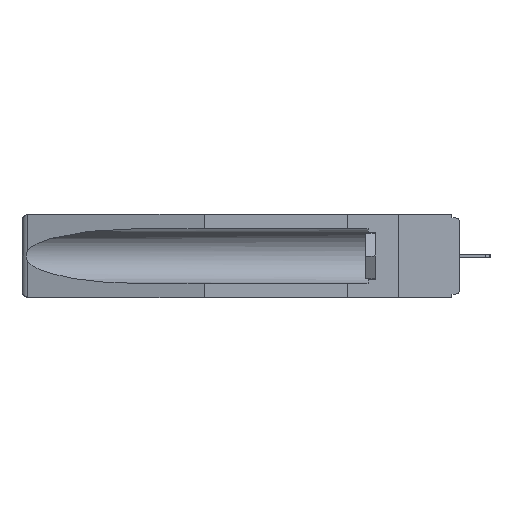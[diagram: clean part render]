
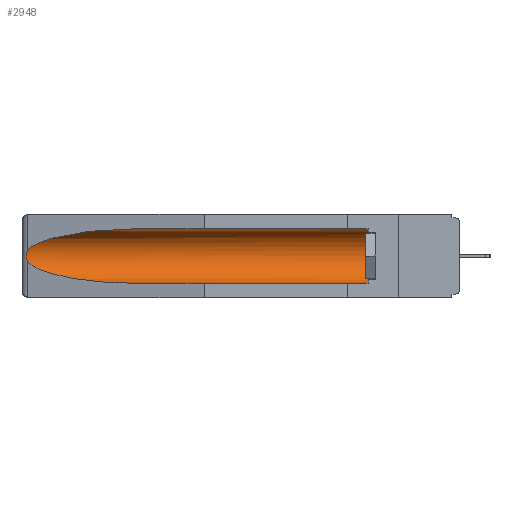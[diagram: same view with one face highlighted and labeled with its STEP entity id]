
A CAD part, left-side view. The second image highlights one B-rep face of the part: STEP entity #2948.
In plain terms, the highlighted cylindrical face has radius 2.857 mm (diameter 5.715 mm), a partial arc.
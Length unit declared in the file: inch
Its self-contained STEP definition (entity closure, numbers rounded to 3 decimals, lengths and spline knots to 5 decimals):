
#689 = CARTESIAN_POINT ( 'NONE',  ( 0.26537, 1.52718, -0.19328 ) ) ;
#801 = ORIENTED_EDGE ( 'NONE', *, *, #18540, .F. ) ;
#1264 =( BOUNDED_CURVE ( )  B_SPLINE_CURVE ( 3, ( #689, #6425, #17553, #10419 ),
 .UNSPECIFIED., .F., .F. ) 
 B_SPLINE_CURVE_WITH_KNOTS ( ( 4, 4 ),
 ( 0.1948, 1.5708 ),
 .UNSPECIFIED. ) 
 CURVE ( )  GEOMETRIC_REPRESENTATION_ITEM ( )  RATIONAL_B_SPLINE_CURVE ( ( 1., 0.848, 0.848, 1. ) ) 
 REPRESENTATION_ITEM ( '' )  );
#1597 = DIRECTION ( 'NONE',  ( 0., 1., 0. ) ) ;
#1979 = CARTESIAN_POINT ( 'NONE',  ( 0.155, -0.30754, -0.284 ) ) ;
#2585 = CARTESIAN_POINT ( 'NONE',  ( 0.155, 1.07973, -0.059 ) ) ;
#2948 = ADVANCED_FACE ( 'NONE', ( #11616 ), #23128, .F. ) ;
#3722 = DIRECTION ( 'NONE',  ( 0., 0., 1. ) ) ;
#3845 = DIRECTION ( 'NONE',  ( 0., 1., 0. ) ) ;
#3848 = CARTESIAN_POINT ( 'NONE',  ( 0.155, 0.126, -0.1715 ) ) ;
#3906 = VERTEX_POINT ( 'NONE', #23060 ) ;
#4119 = DIRECTION ( 'NONE',  ( 0., 0., 1. ) ) ;
#4859 = VECTOR ( 'NONE', #3845, 39.37008 ) ;
#4922 = CARTESIAN_POINT ( 'NONE',  ( 0.2673, 1.53269, -0.17917 ) ) ;
#5026 = AXIS2_PLACEMENT_3D ( 'NONE', #3848, #13207, #3722 ) ;
#5201 = EDGE_CURVE ( 'NONE', #3906, #20597, #1264, .T. ) ;
#5397 = EDGE_CURVE ( 'NONE', #12385, #3906, #9592, .T. ) ;
#5468 = AXIS2_PLACEMENT_3D ( 'NONE', #17233, #5618, #4119 ) ;
#5618 = DIRECTION ( 'NONE',  ( 0., 1., 0. ) ) ;
#5708 = CARTESIAN_POINT ( 'NONE',  ( 0.155, -0.30754, -0.059 ) ) ;
#6425 = CARTESIAN_POINT ( 'NONE',  ( 0.25451, 1.48313, -0.24835 ) ) ;
#7010 = ORIENTED_EDGE ( 'NONE', *, *, #5201, .T. ) ;
#7027 = CARTESIAN_POINT ( 'NONE',  ( 0.2675, 1.53308, -0.17534 ) ) ;
#7345 = EDGE_CURVE ( 'NONE', #22912, #7551, #18699, .T. ) ;
#7442 = CARTESIAN_POINT ( 'NONE',  ( 0.155, 1.07973, -0.284 ) ) ;
#7536 = CARTESIAN_POINT ( 'NONE',  ( 0.21114, 1.30732, -0.059 ) ) ;
#7551 = VERTEX_POINT ( 'NONE', #2585 ) ;
#7661 = CARTESIAN_POINT ( 'NONE',  ( 0.155, 1.07973, -0.059 ) ) ;
#9068 = CARTESIAN_POINT ( 'NONE',  ( 0.155, 0.126, -0.284 ) ) ;
#9592 = B_SPLINE_CURVE_WITH_KNOTS ( 'NONE', 3,
 ( #10904, #12901, #20287, #18164, #10778, #7027, #4922, #24052, #14894, #20533 ),
 .UNSPECIFIED., .F., .F.,
 ( 4, 2, 2, 2, 4 ),
 ( 0., 0.00029, 0.00058, 0.00087, 0.00117 ),
 .UNSPECIFIED. ) ;
#9869 = ORIENTED_EDGE ( 'NONE', *, *, #24614, .T. ) ;
#10419 = CARTESIAN_POINT ( 'NONE',  ( 0.155, 1.07973, -0.284 ) ) ;
#10778 = CARTESIAN_POINT ( 'NONE',  ( 0.2675, 1.53308, -0.16763 ) ) ;
#10904 = CARTESIAN_POINT ( 'NONE',  ( 0.26537, 1.52718, -0.14972 ) ) ;
#11616 = FACE_OUTER_BOUND ( 'NONE', #23292, .T. ) ;
#12102 = CARTESIAN_POINT ( 'NONE',  ( 0.155, 0.126, -0.059 ) ) ;
#12299 = VERTEX_POINT ( 'NONE', #9068 ) ;
#12385 = VERTEX_POINT ( 'NONE', #14934 ) ;
#12901 = CARTESIAN_POINT ( 'NONE',  ( 0.26597, 1.52961, -0.15275 ) ) ;
#12959 = EDGE_CURVE ( 'NONE', #7551, #12385, #23608, .T. ) ;
#13207 = DIRECTION ( 'NONE',  ( 0., -1., 0. ) ) ;
#14894 = CARTESIAN_POINT ( 'NONE',  ( 0.26597, 1.5296, -0.19026 ) ) ;
#14934 = CARTESIAN_POINT ( 'NONE',  ( 0.26537, 1.52718, -0.14972 ) ) ;
#15270 = CARTESIAN_POINT ( 'NONE',  ( 0.26537, 1.52718, -0.14972 ) ) ;
#15515 = VECTOR ( 'NONE', #1597, 39.37008 ) ;
#17233 = CARTESIAN_POINT ( 'NONE',  ( 0.155, -0.30754, -0.1715 ) ) ;
#17553 = CARTESIAN_POINT ( 'NONE',  ( 0.21114, 1.30732, -0.284 ) ) ;
#18164 = CARTESIAN_POINT ( 'NONE',  ( 0.2673, 1.5327, -0.16383 ) ) ;
#18540 = EDGE_CURVE ( 'NONE', #12299, #20597, #24479, .T. ) ;
#18699 = LINE ( 'NONE', #5708, #15515 ) ;
#19343 = ORIENTED_EDGE ( 'NONE', *, *, #5397, .T. ) ;
#19527 = ORIENTED_EDGE ( 'NONE', *, *, #7345, .T. ) ;
#20287 = CARTESIAN_POINT ( 'NONE',  ( 0.26654, 1.53092, -0.15636 ) ) ;
#20533 = CARTESIAN_POINT ( 'NONE',  ( 0.26537, 1.52718, -0.19328 ) ) ;
#20597 = VERTEX_POINT ( 'NONE', #7442 ) ;
#20601 = CIRCLE ( 'NONE', #5026, 0.1125 ) ;
#20740 = ORIENTED_EDGE ( 'NONE', *, *, #12959, .T. ) ;
#20791 = CARTESIAN_POINT ( 'NONE',  ( 0.25451, 1.48313, -0.09465 ) ) ;
#22912 = VERTEX_POINT ( 'NONE', #12102 ) ;
#23060 = CARTESIAN_POINT ( 'NONE',  ( 0.26537, 1.52718, -0.19328 ) ) ;
#23128 = CYLINDRICAL_SURFACE ( 'NONE', #5468, 0.1125 ) ;
#23292 = EDGE_LOOP ( 'NONE', ( #20740, #19343, #7010, #801, #9869, #19527 ) ) ;
#23608 =( BOUNDED_CURVE ( )  B_SPLINE_CURVE ( 3, ( #7661, #7536, #20791, #15270 ),
 .UNSPECIFIED., .F., .F. ) 
 B_SPLINE_CURVE_WITH_KNOTS ( ( 4, 4 ),
 ( 4.71239, 6.08839 ),
 .UNSPECIFIED. ) 
 CURVE ( )  GEOMETRIC_REPRESENTATION_ITEM ( )  RATIONAL_B_SPLINE_CURVE ( ( 1., 0.848, 0.848, 1. ) ) 
 REPRESENTATION_ITEM ( '' )  );
#24052 = CARTESIAN_POINT ( 'NONE',  ( 0.26655, 1.53094, -0.18657 ) ) ;
#24479 = LINE ( 'NONE', #1979, #4859 ) ;
#24614 = EDGE_CURVE ( 'NONE', #12299, #22912, #20601, .T. ) ;
